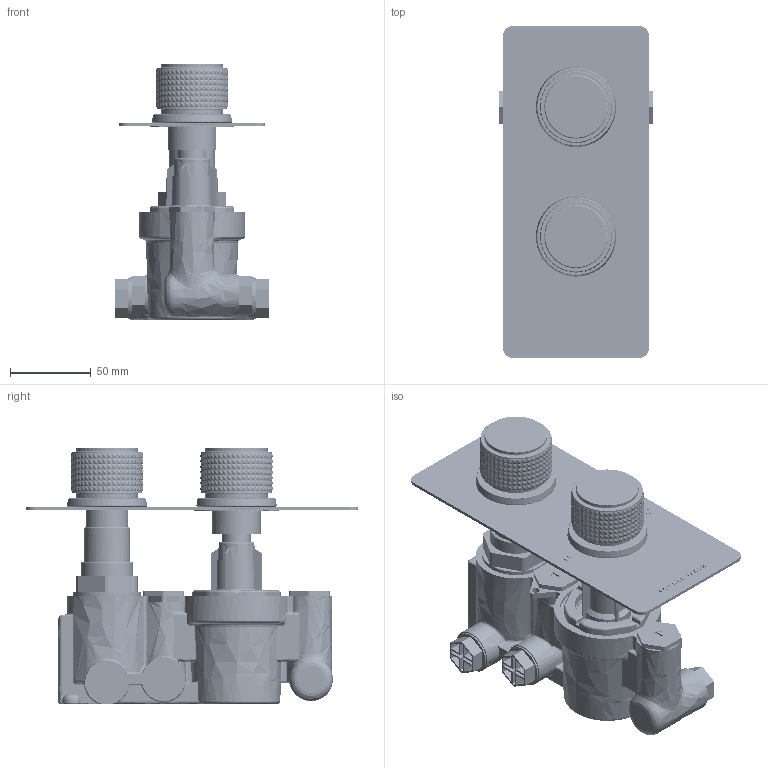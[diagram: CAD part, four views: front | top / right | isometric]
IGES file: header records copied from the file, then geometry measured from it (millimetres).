
Global section: file name: T2011-TCPR; native system: Autodesk Inventor 2020; preprocessor: unknown; author: rclarke; date: 20221207.092558; units: millimetre
Bounding box: 94.8 x 205 x 158.55 mm (x, y, z)
Volume: 519103 mm3; surface area: 287988 mm2
Topology: 58 solids, 63 shells, 6508 faces, 16412 edges, 10151 vertices
Faces by surface type: bspline 6508
